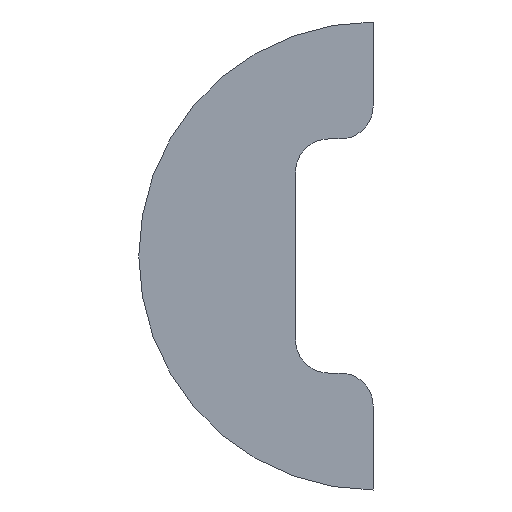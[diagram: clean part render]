
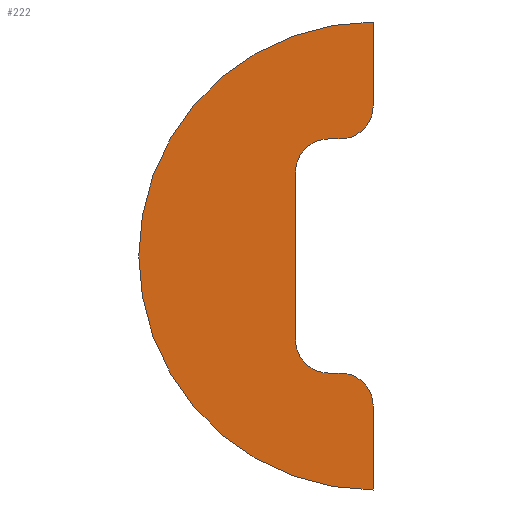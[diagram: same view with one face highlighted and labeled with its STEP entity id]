
A CAD part, front view. The second image highlights one B-rep face of the part: STEP entity #222.
In plain terms, the highlighted planar face has unit normal (0, -1, 0).
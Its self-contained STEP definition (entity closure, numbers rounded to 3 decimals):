
#31=FACE_OUTER_BOUND('',#43,.T.);
#43=EDGE_LOOP('',(#194,#195,#196,#197,#198,#199,#200,#201,#202,#203));
#52=LINE('',#356,#72);
#55=LINE('',#364,#75);
#58=LINE('',#372,#78);
#61=LINE('',#380,#81);
#63=LINE('',#386,#83);
#72=VECTOR('',#287,9.508);
#75=VECTOR('',#296,9.508);
#78=VECTOR('',#305,9.508);
#81=VECTOR('',#314,9.508);
#83=VECTOR('',#322,9.508);
#89=CIRCLE('',#244,1.426);
#90=CIRCLE('',#247,10.078);
#91=CIRCLE('',#250,1.426);
#92=CIRCLE('',#253,1.426);
#93=CIRCLE('',#256,1.426);
#104=VERTEX_POINT('',#348);
#105=VERTEX_POINT('',#350);
#106=VERTEX_POINT('',#354);
#107=VERTEX_POINT('',#358);
#108=VERTEX_POINT('',#362);
#109=VERTEX_POINT('',#366);
#110=VERTEX_POINT('',#370);
#111=VERTEX_POINT('',#374);
#112=VERTEX_POINT('',#378);
#113=VERTEX_POINT('',#382);
#125=EDGE_CURVE('',#104,#105,#89,.T.);
#128=EDGE_CURVE('',#104,#106,#52,.T.);
#130=EDGE_CURVE('',#107,#106,#90,.T.);
#132=EDGE_CURVE('',#107,#108,#55,.T.);
#134=EDGE_CURVE('',#109,#108,#91,.T.);
#136=EDGE_CURVE('',#109,#110,#58,.T.);
#138=EDGE_CURVE('',#111,#110,#92,.T.);
#140=EDGE_CURVE('',#111,#112,#61,.T.);
#142=EDGE_CURVE('',#113,#112,#93,.T.);
#143=EDGE_CURVE('',#113,#105,#63,.T.);
#194=ORIENTED_EDGE('',*,*,#134,.F.);
#195=ORIENTED_EDGE('',*,*,#136,.T.);
#196=ORIENTED_EDGE('',*,*,#138,.F.);
#197=ORIENTED_EDGE('',*,*,#140,.T.);
#198=ORIENTED_EDGE('',*,*,#142,.F.);
#199=ORIENTED_EDGE('',*,*,#143,.T.);
#200=ORIENTED_EDGE('',*,*,#125,.F.);
#201=ORIENTED_EDGE('',*,*,#128,.T.);
#202=ORIENTED_EDGE('',*,*,#130,.F.);
#203=ORIENTED_EDGE('',*,*,#132,.T.);
#210=PLANE('',#258);
#222=ADVANCED_FACE('',(#31),#210,.F.);
#244=AXIS2_PLACEMENT_3D('',#351,#281,#282);
#247=AXIS2_PLACEMENT_3D('',#360,#291,#292);
#250=AXIS2_PLACEMENT_3D('',#368,#300,#301);
#253=AXIS2_PLACEMENT_3D('',#376,#309,#310);
#256=AXIS2_PLACEMENT_3D('',#384,#318,#319);
#258=AXIS2_PLACEMENT_3D('',#387,#323,#324);
#281=DIRECTION('center_axis',(0.,1.,0.));
#282=DIRECTION('ref_axis',(0.707,0.,-0.707));
#287=DIRECTION('',(0.,0.,1.));
#291=DIRECTION('center_axis',(0.,1.,0.));
#292=DIRECTION('ref_axis',(1.,0.,0.));
#296=DIRECTION('',(0.,0.,1.));
#300=DIRECTION('center_axis',(0.,1.,0.));
#301=DIRECTION('ref_axis',(0.707,0.,0.707));
#305=DIRECTION('',(-1.,0.,0.));
#309=DIRECTION('center_axis',(0.,-1.,0.));
#310=DIRECTION('ref_axis',(-0.707,0.,-0.707));
#314=DIRECTION('',(0.,0.,1.));
#318=DIRECTION('center_axis',(0.,-1.,0.));
#319=DIRECTION('ref_axis',(-0.707,0.,0.707));
#322=DIRECTION('',(1.,0.,0.));
#323=DIRECTION('center_axis',(0.,1.,0.));
#324=DIRECTION('ref_axis',(0.,0.,1.));
#348=CARTESIAN_POINT('',(-0.156,0.,6.278));
#350=CARTESIAN_POINT('',(-1.582,0.,4.852));
#351=CARTESIAN_POINT('Origin',(-1.582,0.,6.278));
#354=CARTESIAN_POINT('',(-0.156,0.,9.891));
#356=CARTESIAN_POINT('',(-0.156,0.,4.852));
#358=CARTESIAN_POINT('',(-0.156,0.,-10.265));
#360=CARTESIAN_POINT('Origin',(-0.172,0.,-0.187));
#362=CARTESIAN_POINT('',(-0.156,0.,-6.652));
#364=CARTESIAN_POINT('',(-0.156,0.,4.852));
#366=CARTESIAN_POINT('',(-1.582,0.,-5.226));
#368=CARTESIAN_POINT('Origin',(-1.582,0.,-6.652));
#370=CARTESIAN_POINT('',(-2.074,0.,-5.226));
#372=CARTESIAN_POINT('',(-0.172,0.,-5.226));
#374=CARTESIAN_POINT('',(-3.5,0.,-3.8));
#376=CARTESIAN_POINT('Origin',(-2.074,0.,-3.8));
#378=CARTESIAN_POINT('',(-3.5,0.,3.426));
#380=CARTESIAN_POINT('',(-3.5,0.,2.333));
#382=CARTESIAN_POINT('',(-2.074,0.,4.852));
#384=CARTESIAN_POINT('Origin',(-2.074,0.,3.426));
#386=CARTESIAN_POINT('',(-0.172,0.,4.852));
#387=CARTESIAN_POINT('Origin',(-0.172,0.,-0.187));
